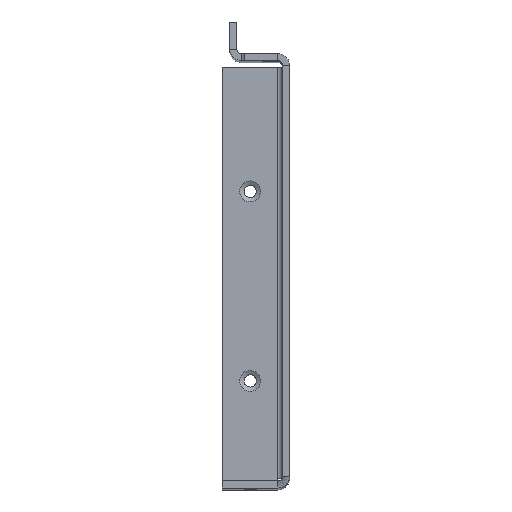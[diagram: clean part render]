
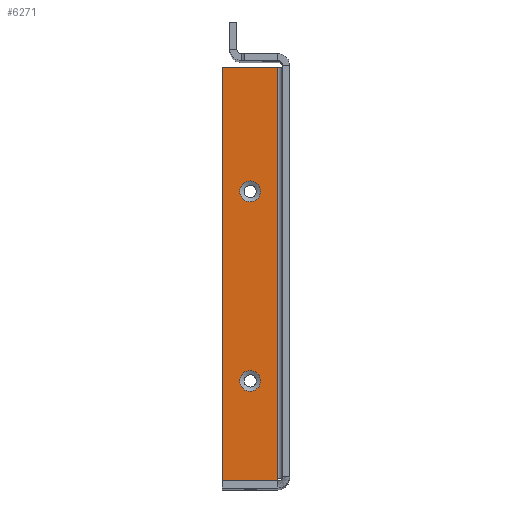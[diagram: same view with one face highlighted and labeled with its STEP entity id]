
A CAD part, top view. The second image highlights one B-rep face of the part: STEP entity #6271.
In plain terms, the highlighted planar face has unit normal (0, 0, 1).
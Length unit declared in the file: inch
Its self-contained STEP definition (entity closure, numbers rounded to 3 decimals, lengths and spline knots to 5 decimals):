
#106=FACE_BOUND('',#958,.T.);
#107=FACE_BOUND('',#959,.T.);
#261=PLANE('',#6855);
#566=FACE_OUTER_BOUND('',#957,.T.);
#957=EDGE_LOOP('',(#5795,#5796,#5797,#5798,#5799));
#958=EDGE_LOOP('',(#5800));
#959=EDGE_LOOP('',(#5801));
#1271=LINE('',#9618,#1900);
#1275=LINE('',#9628,#1904);
#1276=LINE('',#9631,#1905);
#1590=LINE('',#10483,#2219);
#1591=LINE('',#10484,#2220);
#1900=VECTOR('',#7639,0.3937);
#1904=VECTOR('',#7649,0.3937);
#1905=VECTOR('',#7652,0.3937);
#2219=VECTOR('',#8634,0.086);
#2220=VECTOR('',#8635,0.3937);
#2258=CIRCLE('',#6328,0.1165);
#2261=CIRCLE('',#6333,0.1165);
#2538=VERTEX_POINT('',#8751);
#2541=VERTEX_POINT('',#8761);
#2893=VERTEX_POINT('',#9615);
#2894=VERTEX_POINT('',#9617);
#2897=VERTEX_POINT('',#9626);
#2898=VERTEX_POINT('',#9630);
#3102=VERTEX_POINT('',#10482);
#3149=EDGE_CURVE('',#2538,#2538,#2258,.T.);
#3154=EDGE_CURVE('',#2541,#2541,#2261,.T.);
#3565=EDGE_CURVE('',#2894,#2893,#1271,.T.);
#3571=EDGE_CURVE('',#2893,#2897,#1275,.T.);
#3572=EDGE_CURVE('',#2898,#2894,#1276,.T.);
#4006=EDGE_CURVE('',#3102,#2897,#1590,.T.);
#4007=EDGE_CURVE('',#3102,#2898,#1591,.T.);
#5795=ORIENTED_EDGE('',*,*,#3572,.T.);
#5796=ORIENTED_EDGE('',*,*,#3565,.T.);
#5797=ORIENTED_EDGE('',*,*,#3571,.T.);
#5798=ORIENTED_EDGE('',*,*,#4006,.F.);
#5799=ORIENTED_EDGE('',*,*,#4007,.T.);
#5800=ORIENTED_EDGE('',*,*,#3149,.T.);
#5801=ORIENTED_EDGE('',*,*,#3154,.T.);
#6271=ADVANCED_FACE('',(#566,#106,#107),#261,.F.);
#6328=AXIS2_PLACEMENT_3D('',#8752,#6973,#6974);
#6333=AXIS2_PLACEMENT_3D('',#8762,#6985,#6986);
#6855=AXIS2_PLACEMENT_3D('',#10481,#8632,#8633);
#6973=DIRECTION('center_axis',(0.,0.,-1.));
#6974=DIRECTION('ref_axis',(1.,0.,0.));
#6985=DIRECTION('center_axis',(0.,0.,-1.));
#6986=DIRECTION('ref_axis',(1.,0.,0.));
#7639=DIRECTION('',(0.,1.,0.));
#7649=DIRECTION('',(0.,1.,0.));
#7652=DIRECTION('',(1.,0.,0.));
#8632=DIRECTION('center_axis',(0.,0.,-1.));
#8633=DIRECTION('ref_axis',(-1.,0.,0.));
#8634=DIRECTION('',(1.,0.,0.));
#8635=DIRECTION('',(0.,-1.,0.));
#8751=CARTESIAN_POINT('',(-2.8065,1.25691,-12.66576));
#8752=CARTESIAN_POINT('Origin',(-2.69,1.25691,-12.66576));
#8761=CARTESIAN_POINT('',(-2.8065,3.37277,-12.66576));
#8762=CARTESIAN_POINT('Origin',(-2.69,3.37277,-12.66576));
#9615=CARTESIAN_POINT('',(-2.38,0.17047,-12.66576));
#9617=CARTESIAN_POINT('',(-2.38,0.04047,-12.66576));
#9618=CARTESIAN_POINT('',(-2.38,2.44984,-12.66576));
#9626=CARTESIAN_POINT('',(-2.38,4.75921,-12.66576));
#9628=CARTESIAN_POINT('',(-2.38,2.44984,-12.66576));
#9630=CARTESIAN_POINT('',(-3.,0.04047,-12.66576));
#9631=CARTESIAN_POINT('',(5.18877,0.04047,-12.66576));
#10481=CARTESIAN_POINT('Origin',(-2.62246,2.44984,-12.66576));
#10482=CARTESIAN_POINT('',(-3.,4.75921,-12.66576));
#10483=CARTESIAN_POINT('',(-2.10982,4.75921,-12.66576));
#10484=CARTESIAN_POINT('',(-3.,4.75921,-12.66576));
